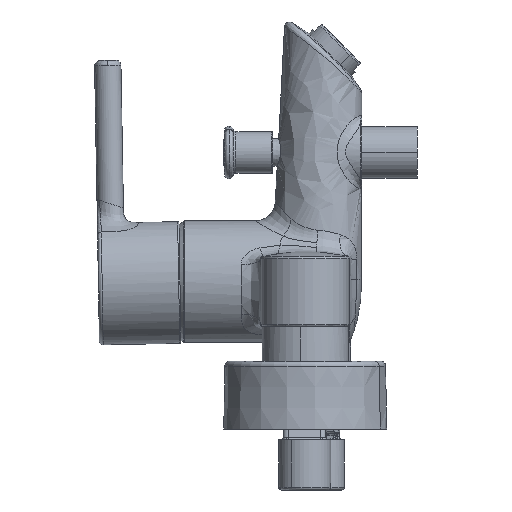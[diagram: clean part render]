
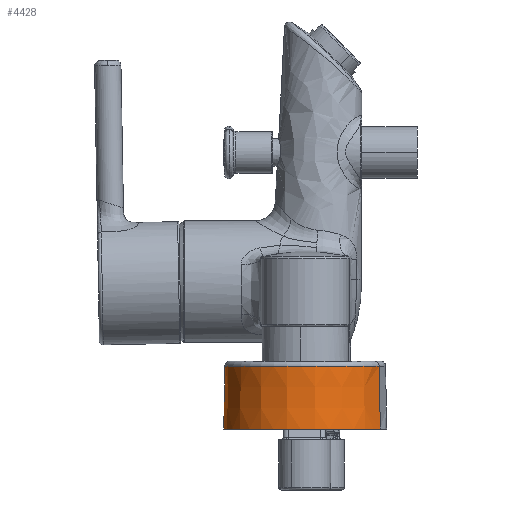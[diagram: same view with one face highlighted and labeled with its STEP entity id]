
A CAD part, left-side view. The second image highlights one B-rep face of the part: STEP entity #4428.
In plain terms, the highlighted conical face has half-angle 0.955 degrees and reference radius 32.083 mm.
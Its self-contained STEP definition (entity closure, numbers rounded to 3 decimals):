
#656 = EDGE_LOOP ( 'NONE', ( #12577, #11953, #24060, #27436 ) ) ;
#944 = VERTEX_POINT ( 'NONE', #24642 ) ;
#1884 = CIRCLE ( 'NONE', #6739, 32.083 ) ;
#2719 = EDGE_CURVE ( 'NONE', #17010, #16824, #14477, .T. ) ;
#4428 = ADVANCED_FACE ( 'NONE', ( #8584 ), #20030, .T. ) ;
#6739 = AXIS2_PLACEMENT_3D ( 'NONE', #12507, #14824, #19109 ) ;
#7283 = CARTESIAN_POINT ( 'NONE',  ( -62.412, 29.51, -33.617 ) ) ;
#7457 = DIRECTION ( 'NONE',  ( 0.007, 0.015, -1. ) ) ;
#7475 = VECTOR ( 'NONE', #7457, 1000. ) ;
#8584 = FACE_OUTER_BOUND ( 'NONE', #656, .T. ) ;
#9042 = AXIS2_PLACEMENT_3D ( 'NONE', #14214, #23143, #9871 ) ;
#9871 = DIRECTION ( 'NONE',  ( -0.097, 0.995, 0. ) ) ;
#11649 = CARTESIAN_POINT ( 'NONE',  ( -87.751, -29.894, -58.65 ) ) ;
#11953 = ORIENTED_EDGE ( 'NONE', *, *, #20849, .T. ) ;
#11971 = LINE ( 'NONE', #7283, #7475 ) ;
#12507 = CARTESIAN_POINT ( 'NONE',  ( -75., 0., -33.617 ) ) ;
#12577 = ORIENTED_EDGE ( 'NONE', *, *, #13690, .F. ) ;
#12701 = LINE ( 'NONE', #27091, #22425 ) ;
#13690 = EDGE_CURVE ( 'NONE', #944, #17010, #12701, .T. ) ;
#13880 = CARTESIAN_POINT ( 'NONE',  ( -75., 0., -33.617 ) ) ;
#14214 = CARTESIAN_POINT ( 'NONE',  ( -75., 0., -58.65 ) ) ;
#14477 = CIRCLE ( 'NONE', #9042, 32.5 ) ;
#14486 = CARTESIAN_POINT ( 'NONE',  ( -62.249, 29.894, -58.65 ) ) ;
#14677 = CARTESIAN_POINT ( 'NONE',  ( -62.412, 29.51, -33.617 ) ) ;
#14824 = DIRECTION ( 'NONE',  ( 0., 0., -1. ) ) ;
#16824 = VERTEX_POINT ( 'NONE', #14486 ) ;
#17010 = VERTEX_POINT ( 'NONE', #11649 ) ;
#17952 = DIRECTION ( 'NONE',  ( 0.392, 0.92, 0. ) ) ;
#18492 = DIRECTION ( 'NONE',  ( -0.007, -0.015, -1. ) ) ;
#19109 = DIRECTION ( 'NONE',  ( -0.097, 0.995, 0. ) ) ;
#19682 = EDGE_CURVE ( 'NONE', #22344, #16824, #11971, .T. ) ;
#20030 = CONICAL_SURFACE ( 'NONE', #22239, 32.083, 0.017 ) ;
#20849 = EDGE_CURVE ( 'NONE', #944, #22344, #1884, .T. ) ;
#22239 = AXIS2_PLACEMENT_3D ( 'NONE', #13880, #26936, #17952 ) ;
#22344 = VERTEX_POINT ( 'NONE', #14677 ) ;
#22425 = VECTOR ( 'NONE', #18492, 1000. ) ;
#23143 = DIRECTION ( 'NONE',  ( 0., 0., -1. ) ) ;
#24060 = ORIENTED_EDGE ( 'NONE', *, *, #19682, .T. ) ;
#24642 = CARTESIAN_POINT ( 'NONE',  ( -87.588, -29.51, -33.617 ) ) ;
#26936 = DIRECTION ( 'NONE',  ( 0., 0., -1. ) ) ;
#27091 = CARTESIAN_POINT ( 'NONE',  ( -87.588, -29.51, -33.617 ) ) ;
#27436 = ORIENTED_EDGE ( 'NONE', *, *, #2719, .F. ) ;
